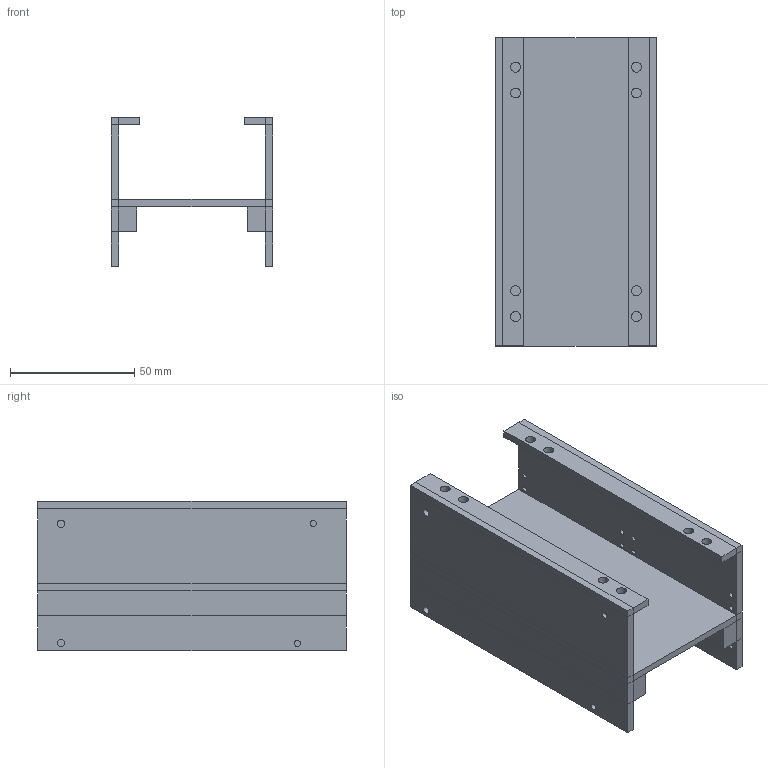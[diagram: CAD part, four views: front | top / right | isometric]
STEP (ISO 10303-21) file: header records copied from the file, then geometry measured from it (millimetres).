
FILE_DESCRIPTION(('FreeCAD Model'),'2;1');
FILE_NAME('Open CASCADE Shape Model','2022-08-21T13:43:13',('Author'),( ''),'Open CASCADE STEP processor 7.5','FreeCAD','Unknown');
FILE_SCHEMA(('AUTOMOTIVE_DESIGN { 1 0 10303 214 1 1 1 1 }'));
Length unit declared in the file: millimetre
Products named in the file (2): servo frame at top 7.2v battery; Body049
Assembly tree (1 placements, depth 2):
  servo frame at top 7.2v battery
    Body049
Bounding box: 65 x 124 x 60 mm (x, y, z)
Volume: 90367.7 mm3; surface area: 51175.4 mm2
Topology: 1 solids, 1 shells, 88 faces, 206 edges, 120 vertices
Faces by surface type: plane 60, cylinder 28
Full cylindrical faces by diameter (mm): 2 x16, 2.5 x2, 3 x2, 4 x8
Entity records: 5364 total; most frequent: CARTESIAN_POINT 996, DIRECTION 826, LINE 506, VECTOR 506, ORIENTED_EDGE 412, PCURVE 412, DEFINITIONAL_REPRESENTATION 412, EDGE_CURVE 206
